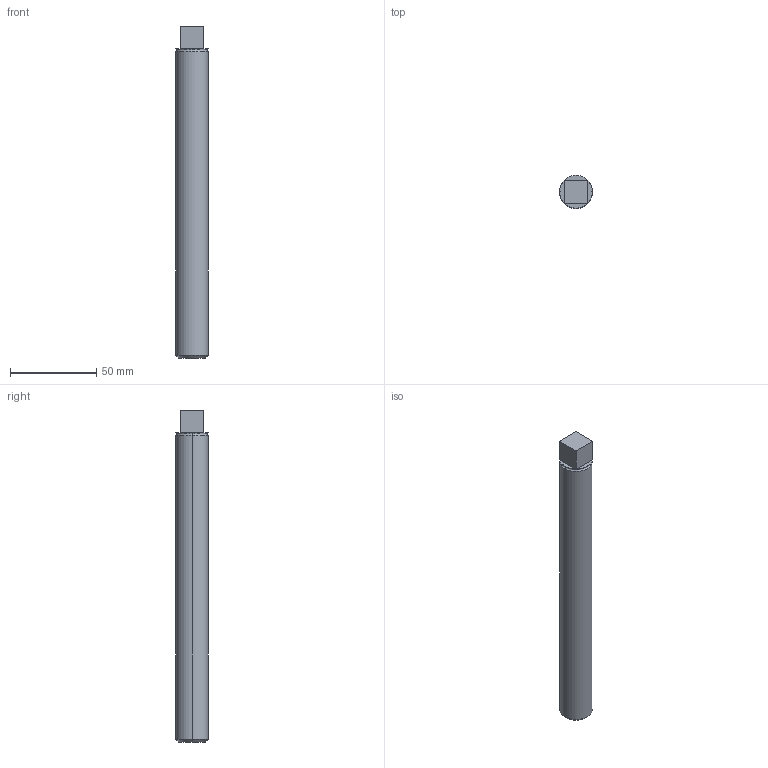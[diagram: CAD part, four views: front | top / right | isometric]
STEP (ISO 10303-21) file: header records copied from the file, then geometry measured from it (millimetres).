
FILE_DESCRIPTION((''),'2;1');
FILE_NAME('E45001.stp','2000-07-05T17:31:45',(''),(''),'AutoCAD STEP 2000','AutoCAD 2000',', , ');
FILE_SCHEMA(('CONFIG_CONTROL_DESIGN'));
Length unit declared in the file: inch
Bounding box: 19.05 x 19.05 x 192.48 mm (x, y, z)
Volume: 53381.7 mm3; surface area: 11999.2 mm2
Topology: 1 solids, 1 shells, 20 faces, 40 edges, 22 vertices
Faces by surface type: plane 10, bspline 4, cylinder 4, cone 2
Entity records: 773 total; most frequent: CARTESIAN_POINT 259, DIRECTION 96, ORIENTED_EDGE 80, EDGE_CURVE 40, AXIS2_PLACEMENT_3D 39, VERTEX_POINT 22, CIRCLE 22, EDGE_LOOP 20
